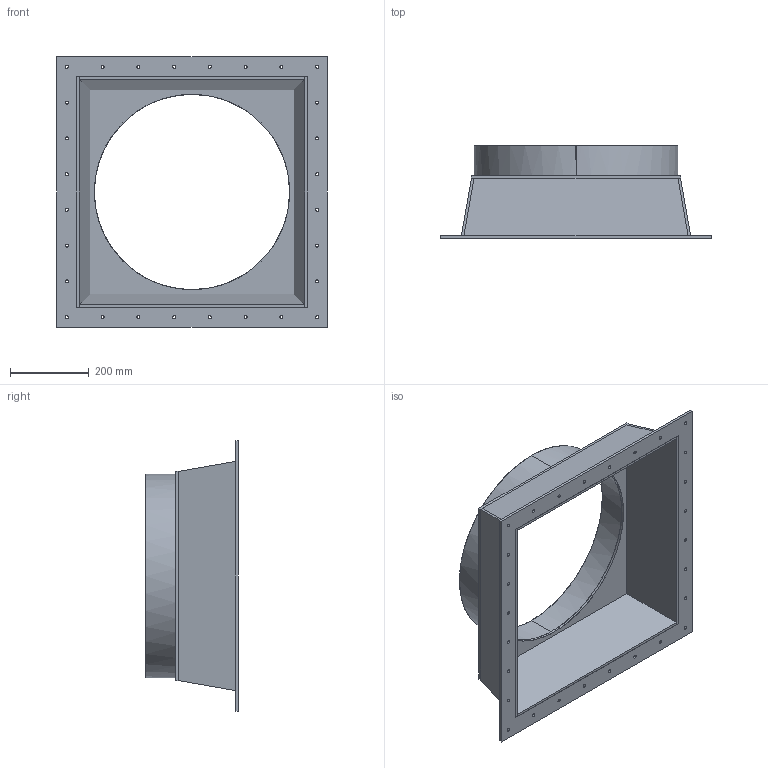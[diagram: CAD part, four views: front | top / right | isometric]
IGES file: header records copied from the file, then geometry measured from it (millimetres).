
Start section: SolidWorks IGES file using NURBS representation for surfaces
Global section: file name: PVCTR20.IGS; native system: SolidWorks 2022; preprocessor: SolidWorks 2022; author: Cullen; date: 230502.121510; units: inch
Bounding box: 685.8 x 234.95 x 685.8 mm (x, y, z)
Surface area: 1458523.2 mm2 (no closed solid volume)
Topology: 0 solids, 0 shells, 102 faces, 1960 edges, 2228 vertices
Faces by surface type: bspline 102
